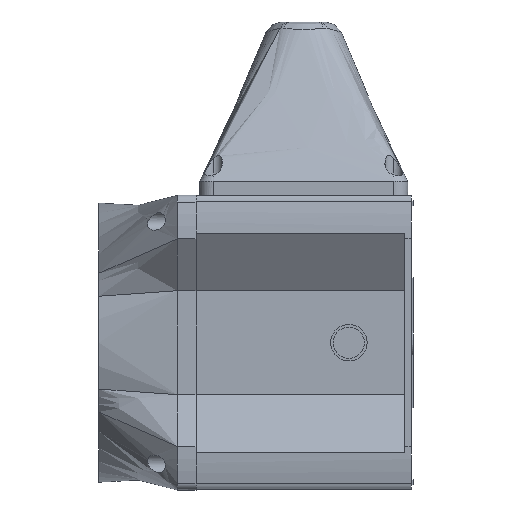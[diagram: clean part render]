
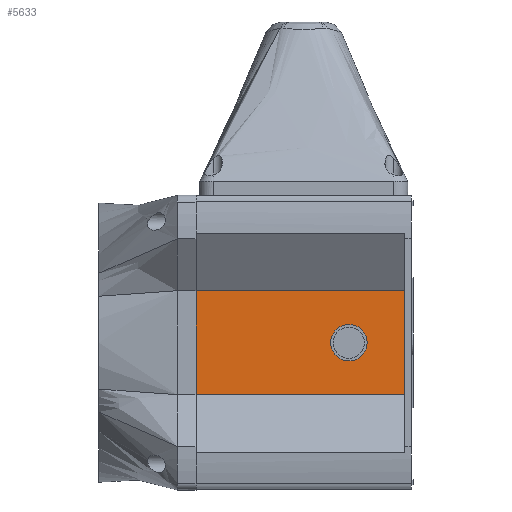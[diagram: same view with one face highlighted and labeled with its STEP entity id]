
A CAD part, left-side view. The second image highlights one B-rep face of the part: STEP entity #5633.
In plain terms, the highlighted planar face has unit normal (-1, 0, 0).
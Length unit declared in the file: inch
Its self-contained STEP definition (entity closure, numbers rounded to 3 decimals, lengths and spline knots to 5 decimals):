
#221 = DIRECTION ( 'NONE',  ( 1., 0., 0. ) ) ;
#398 = DIRECTION ( 'NONE',  ( 1., 0., 0. ) ) ;
#1265 = LINE ( 'NONE', #6288, #2966 ) ;
#1354 = ORIENTED_EDGE ( 'NONE', *, *, #6307, .F. ) ;
#1457 = DIRECTION ( 'NONE',  ( 0., 0., -1. ) ) ;
#1705 = LINE ( 'NONE', #5967, #9834 ) ;
#1962 = EDGE_LOOP ( 'NONE', ( #10314, #7686 ) ) ;
#2356 = ORIENTED_EDGE ( 'NONE', *, *, #6292, .F. ) ;
#2690 = CARTESIAN_POINT ( 'NONE',  ( -3.34646, -2.92506, -1.1811 ) ) ;
#2857 = CARTESIAN_POINT ( 'NONE',  ( -3.34646, 1.81102, -1.1811 ) ) ;
#2966 = VECTOR ( 'NONE', #5366, 39.37008 ) ;
#3081 = CARTESIAN_POINT ( 'NONE',  ( -3.34646, 1.81102, 1.1811 ) ) ;
#3107 = VERTEX_POINT ( 'NONE', #2690 ) ;
#3578 = LINE ( 'NONE', #8344, #4299 ) ;
#3650 = VECTOR ( 'NONE', #3765, 39.37008 ) ;
#3662 = CARTESIAN_POINT ( 'NONE',  ( -3.34646, -2.92506, 1.1811 ) ) ;
#3721 = FACE_OUTER_BOUND ( 'NONE', #10512, .T. ) ;
#3765 = DIRECTION ( 'NONE',  ( 0., 1., 0. ) ) ;
#4229 = DIRECTION ( 'NONE',  ( 0., 0., -1. ) ) ;
#4293 = ORIENTED_EDGE ( 'NONE', *, *, #10102, .T. ) ;
#4299 = VECTOR ( 'NONE', #4229, 39.37008 ) ;
#4325 = CARTESIAN_POINT ( 'NONE',  ( -3.34646, -1.66142, -0.41339 ) ) ;
#4756 = CARTESIAN_POINT ( 'NONE',  ( -3.34646, -1.66142, 0.41339 ) ) ;
#5213 = DIRECTION ( 'NONE',  ( 0., 1., 0. ) ) ;
#5366 = DIRECTION ( 'NONE',  ( 0., 0., -1. ) ) ;
#5633 = ADVANCED_FACE ( 'NONE', ( #7789, #3721 ), #6986, .F. ) ;
#5662 = DIRECTION ( 'NONE',  ( 1., 0., 0. ) ) ;
#5967 = CARTESIAN_POINT ( 'NONE',  ( -3.34646, -2.92506, -1.1811 ) ) ;
#6069 = AXIS2_PLACEMENT_3D ( 'NONE', #7613, #221, #6803 ) ;
#6076 = CIRCLE ( 'NONE', #6069, 0.41339 ) ;
#6288 = CARTESIAN_POINT ( 'NONE',  ( -3.34646, 1.81102, -1.1811 ) ) ;
#6292 = EDGE_CURVE ( 'NONE', #3107, #7886, #1705, .T. ) ;
#6307 = EDGE_CURVE ( 'NONE', #8994, #3107, #3578, .T. ) ;
#6435 = CIRCLE ( 'NONE', #7463, 0.41339 ) ;
#6539 = AXIS2_PLACEMENT_3D ( 'NONE', #9626, #398, #10268 ) ;
#6803 = DIRECTION ( 'NONE',  ( 0., 0., -1. ) ) ;
#6975 = LINE ( 'NONE', #3662, #3650 ) ;
#6986 = PLANE ( 'NONE',  #6539 ) ;
#7132 = CARTESIAN_POINT ( 'NONE',  ( -3.34646, -1.66142, 0. ) ) ;
#7349 = VERTEX_POINT ( 'NONE', #4756 ) ;
#7463 = AXIS2_PLACEMENT_3D ( 'NONE', #7132, #5662, #1457 ) ;
#7613 = CARTESIAN_POINT ( 'NONE',  ( -3.34646, -1.66142, 0. ) ) ;
#7686 = ORIENTED_EDGE ( 'NONE', *, *, #8439, .T. ) ;
#7789 = FACE_BOUND ( 'NONE', #1962, .T. ) ;
#7886 = VERTEX_POINT ( 'NONE', #2857 ) ;
#8344 = CARTESIAN_POINT ( 'NONE',  ( -3.34646, -2.92506, -1.1811 ) ) ;
#8439 = EDGE_CURVE ( 'NONE', #10622, #7349, #6076, .T. ) ;
#8586 = EDGE_CURVE ( 'NONE', #9792, #7886, #1265, .T. ) ;
#8909 = CARTESIAN_POINT ( 'NONE',  ( -3.34646, -2.92506, 1.1811 ) ) ;
#8929 = EDGE_CURVE ( 'NONE', #7349, #10622, #6435, .T. ) ;
#8949 = ORIENTED_EDGE ( 'NONE', *, *, #8586, .T. ) ;
#8994 = VERTEX_POINT ( 'NONE', #8909 ) ;
#9626 = CARTESIAN_POINT ( 'NONE',  ( -3.34646, -2.92506, -1.1811 ) ) ;
#9792 = VERTEX_POINT ( 'NONE', #3081 ) ;
#9834 = VECTOR ( 'NONE', #5213, 39.37008 ) ;
#10102 = EDGE_CURVE ( 'NONE', #8994, #9792, #6975, .T. ) ;
#10268 = DIRECTION ( 'NONE',  ( 0., 1., 0. ) ) ;
#10314 = ORIENTED_EDGE ( 'NONE', *, *, #8929, .T. ) ;
#10512 = EDGE_LOOP ( 'NONE', ( #8949, #2356, #1354, #4293 ) ) ;
#10622 = VERTEX_POINT ( 'NONE', #4325 ) ;
